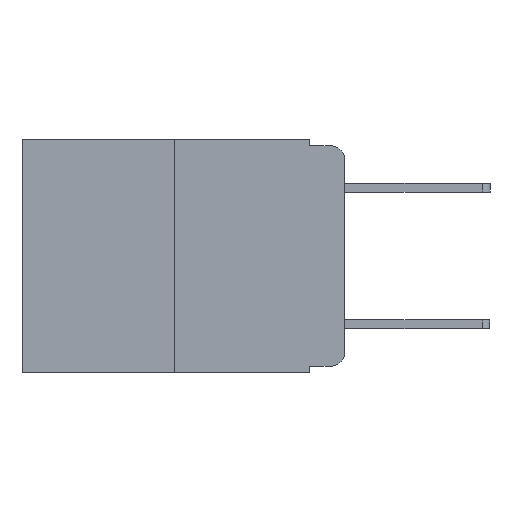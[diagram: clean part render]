
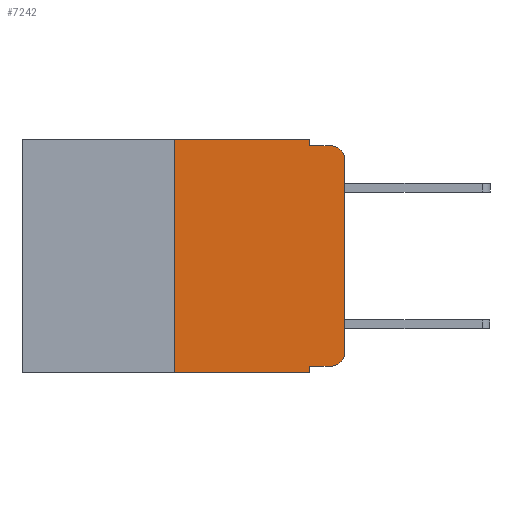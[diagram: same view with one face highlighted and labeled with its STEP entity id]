
A CAD part, left-side view. The second image highlights one B-rep face of the part: STEP entity #7242.
In plain terms, the highlighted planar face has unit normal (-1, 0, 0).
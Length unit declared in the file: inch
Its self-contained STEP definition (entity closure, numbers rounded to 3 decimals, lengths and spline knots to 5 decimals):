
#228 = EDGE_CURVE ( 'NONE', #1676, #8022, #4503, .T. ) ;
#343 = CARTESIAN_POINT ( 'NONE',  ( 0., 0.02, -0.313 ) ) ;
#420 = ORIENTED_EDGE ( 'NONE', *, *, #7578, .T. ) ;
#836 = AXIS2_PLACEMENT_3D ( 'NONE', #6367, #2775, #8959 ) ;
#1132 = ORIENTED_EDGE ( 'NONE', *, *, #4105, .F. ) ;
#1362 = CARTESIAN_POINT ( 'NONE',  ( 0., 0.473, -0.343 ) ) ;
#1489 = DIRECTION ( 'NONE',  ( 0., -1., 0. ) ) ;
#1500 = EDGE_CURVE ( 'NONE', #8022, #9628, #9615, .T. ) ;
#1618 = EDGE_LOOP ( 'NONE', ( #8722, #3663, #1132, #11465, #6419, #6431, #420, #8486, #7355, #7114 ) ) ;
#1676 = VERTEX_POINT ( 'NONE', #3526 ) ;
#1783 = EDGE_CURVE ( 'NONE', #3362, #8151, #4081, .T. ) ;
#2297 = DIRECTION ( 'NONE',  ( 0., -1., 0. ) ) ;
#2427 = CARTESIAN_POINT ( 'NONE',  ( 0., 0.051, -0.333 ) ) ;
#2526 = LINE ( 'NONE', #10048, #7011 ) ;
#2571 = VECTOR ( 'NONE', #2297, 39.37008 ) ;
#2675 = CARTESIAN_POINT ( 'NONE',  ( 0., 0.473, 0. ) ) ;
#2689 = DIRECTION ( 'NONE',  ( 0., -1., 0. ) ) ;
#2775 = DIRECTION ( 'NONE',  ( 1., 0., 0. ) ) ;
#3200 = DIRECTION ( 'NONE',  ( 0., 0., -1. ) ) ;
#3329 = CARTESIAN_POINT ( 'NONE',  ( 0., 0.051, 0. ) ) ;
#3362 = VERTEX_POINT ( 'NONE', #11359 ) ;
#3526 = CARTESIAN_POINT ( 'NONE',  ( 0., 0.051, -0.333 ) ) ;
#3591 = CARTESIAN_POINT ( 'NONE',  ( 0., 0.25, 0. ) ) ;
#3603 = VERTEX_POINT ( 'NONE', #10939 ) ;
#3663 = ORIENTED_EDGE ( 'NONE', *, *, #3696, .T. ) ;
#3691 = VERTEX_POINT ( 'NONE', #5197 ) ;
#3696 = EDGE_CURVE ( 'NONE', #3791, #4814, #9033, .T. ) ;
#3791 = VERTEX_POINT ( 'NONE', #11304 ) ;
#3964 = CARTESIAN_POINT ( 'NONE',  ( 0., 0., -0.313 ) ) ;
#4081 = LINE ( 'NONE', #2675, #6136 ) ;
#4105 = EDGE_CURVE ( 'NONE', #3603, #4814, #2526, .T. ) ;
#4209 = VECTOR ( 'NONE', #1489, 39.37008 ) ;
#4269 = EDGE_CURVE ( 'NONE', #8151, #3603, #5674, .T. ) ;
#4336 = CARTESIAN_POINT ( 'NONE',  ( 0., 0.02, -0.03 ) ) ;
#4503 = LINE ( 'NONE', #2427, #4209 ) ;
#4560 = DIRECTION ( 'NONE',  ( 0., 0., 1. ) ) ;
#4740 = AXIS2_PLACEMENT_3D ( 'NONE', #343, #10312, #10530 ) ;
#4814 = VERTEX_POINT ( 'NONE', #6023 ) ;
#5054 = CARTESIAN_POINT ( 'NONE',  ( 0., 0.051, 0. ) ) ;
#5197 = CARTESIAN_POINT ( 'NONE',  ( 0., 0.051, -0.343 ) ) ;
#5233 = DIRECTION ( 'NONE',  ( 0., 0., -1. ) ) ;
#5410 = VECTOR ( 'NONE', #11098, 39.37008 ) ;
#5577 = LINE ( 'NONE', #5054, #9581 ) ;
#5674 = LINE ( 'NONE', #3329, #5410 ) ;
#6023 = CARTESIAN_POINT ( 'NONE',  ( 0., 0.02, -0.01 ) ) ;
#6136 = VECTOR ( 'NONE', #2689, 39.37008 ) ;
#6367 = CARTESIAN_POINT ( 'NONE',  ( 0., 0.473, 0. ) ) ;
#6419 = ORIENTED_EDGE ( 'NONE', *, *, #1783, .F. ) ;
#6431 = ORIENTED_EDGE ( 'NONE', *, *, #7151, .F. ) ;
#6504 = CARTESIAN_POINT ( 'NONE',  ( 0., 0.02, -0.333 ) ) ;
#6530 = VECTOR ( 'NONE', #8809, 39.37008 ) ;
#6613 = AXIS2_PLACEMENT_3D ( 'NONE', #4336, #10316, #5233 ) ;
#6615 = VECTOR ( 'NONE', #4560, 39.37008 ) ;
#7011 = VECTOR ( 'NONE', #7488, 39.37008 ) ;
#7114 = ORIENTED_EDGE ( 'NONE', *, *, #1500, .T. ) ;
#7151 = EDGE_CURVE ( 'NONE', #9794, #3362, #11035, .T. ) ;
#7242 = ADVANCED_FACE ( 'NONE', ( #10261 ), #8918, .F. ) ;
#7314 = LINE ( 'NONE', #1362, #2571 ) ;
#7355 = ORIENTED_EDGE ( 'NONE', *, *, #228, .T. ) ;
#7488 = DIRECTION ( 'NONE',  ( 0., -1., 0. ) ) ;
#7578 = EDGE_CURVE ( 'NONE', #9794, #3691, #7314, .T. ) ;
#8022 = VERTEX_POINT ( 'NONE', #6504 ) ;
#8151 = VERTEX_POINT ( 'NONE', #8559 ) ;
#8486 = ORIENTED_EDGE ( 'NONE', *, *, #11122, .F. ) ;
#8559 = CARTESIAN_POINT ( 'NONE',  ( 0., 0.051, 0. ) ) ;
#8722 = ORIENTED_EDGE ( 'NONE', *, *, #9164, .T. ) ;
#8809 = DIRECTION ( 'NONE',  ( 0., 0., 1. ) ) ;
#8827 = CARTESIAN_POINT ( 'NONE',  ( 0., 0., 0. ) ) ;
#8918 = PLANE ( 'NONE',  #836 ) ;
#8959 = DIRECTION ( 'NONE',  ( 0., 0., -1. ) ) ;
#9033 = CIRCLE ( 'NONE', #6613, 0.02 ) ;
#9164 = EDGE_CURVE ( 'NONE', #9628, #3791, #10858, .T. ) ;
#9371 = CARTESIAN_POINT ( 'NONE',  ( 0., 0.25, -0.343 ) ) ;
#9581 = VECTOR ( 'NONE', #3200, 39.37008 ) ;
#9615 = CIRCLE ( 'NONE', #4740, 0.02 ) ;
#9628 = VERTEX_POINT ( 'NONE', #3964 ) ;
#9794 = VERTEX_POINT ( 'NONE', #9371 ) ;
#10048 = CARTESIAN_POINT ( 'NONE',  ( 0., 0.051, -0.01 ) ) ;
#10261 = FACE_OUTER_BOUND ( 'NONE', #1618, .T. ) ;
#10312 = DIRECTION ( 'NONE',  ( -1., 0., 0. ) ) ;
#10316 = DIRECTION ( 'NONE',  ( -1., 0., 0. ) ) ;
#10530 = DIRECTION ( 'NONE',  ( 0., 0., -1. ) ) ;
#10858 = LINE ( 'NONE', #8827, #6615 ) ;
#10939 = CARTESIAN_POINT ( 'NONE',  ( 0., 0.051, -0.01 ) ) ;
#11035 = LINE ( 'NONE', #3591, #6530 ) ;
#11098 = DIRECTION ( 'NONE',  ( 0., 0., -1. ) ) ;
#11122 = EDGE_CURVE ( 'NONE', #1676, #3691, #5577, .T. ) ;
#11304 = CARTESIAN_POINT ( 'NONE',  ( 0., 0., -0.03 ) ) ;
#11359 = CARTESIAN_POINT ( 'NONE',  ( 0., 0.25, 0. ) ) ;
#11465 = ORIENTED_EDGE ( 'NONE', *, *, #4269, .F. ) ;
